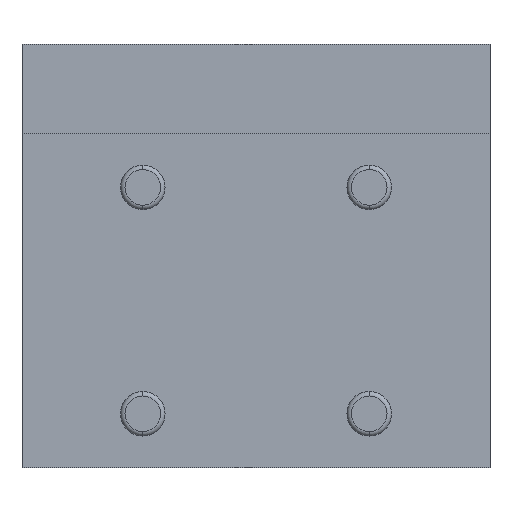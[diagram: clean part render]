
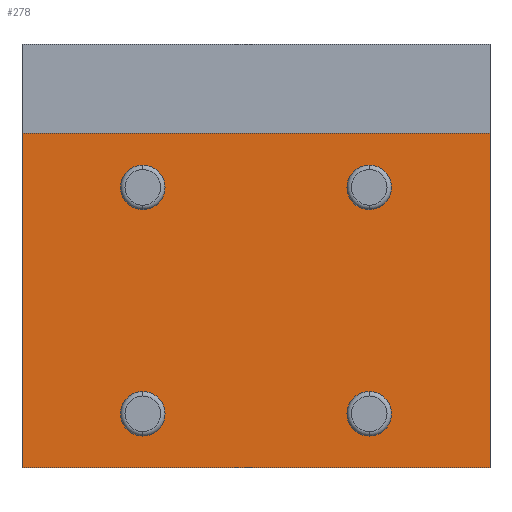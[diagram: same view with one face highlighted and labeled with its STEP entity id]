
A CAD part, front view. The second image highlights one B-rep face of the part: STEP entity #278.
In plain terms, the highlighted planar face has unit normal (0, -1, 0).
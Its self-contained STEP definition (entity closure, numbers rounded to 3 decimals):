
#15 = DIRECTION ( 'NONE',  ( 0., -1., 0. ) ) ;
#21 = CARTESIAN_POINT ( 'NONE',  ( 5.08, -15., -6.08 ) ) ;
#28 = EDGE_LOOP ( 'NONE', ( #972, #1339 ) ) ;
#35 = DIRECTION ( 'NONE',  ( 0., 0., 1. ) ) ;
#38 = PLANE ( 'NONE',  #1557 ) ;
#77 = CARTESIAN_POINT ( 'NONE',  ( 5.08, -15., -4.08 ) ) ;
#103 = ORIENTED_EDGE ( 'NONE', *, *, #1000, .F. ) ;
#109 = LINE ( 'NONE', #1448, #2177 ) ;
#116 = FACE_BOUND ( 'NONE', #2302, .T. ) ;
#143 = CARTESIAN_POINT ( 'NONE',  ( 5.08, -15., 6.08 ) ) ;
#148 = DIRECTION ( 'NONE',  ( 0., 0., 1. ) ) ;
#180 = LINE ( 'NONE', #261, #723 ) ;
#187 = VERTEX_POINT ( 'NONE', #407 ) ;
#215 = DIRECTION ( 'NONE',  ( 0., -1., 0. ) ) ;
#261 = CARTESIAN_POINT ( 'NONE',  ( 10.5, -15., 0. ) ) ;
#278 = ADVANCED_FACE ( 'NONE', ( #116, #796, #318, #739, #2153 ), #38, .F. ) ;
#318 = FACE_BOUND ( 'NONE', #1851, .T. ) ;
#341 = CARTESIAN_POINT ( 'NONE',  ( -5.08, -15., -5.08 ) ) ;
#343 = LINE ( 'NONE', #2141, #1635 ) ;
#358 = DIRECTION ( 'NONE',  ( 0., -1., 0. ) ) ;
#389 = DIRECTION ( 'NONE',  ( 0., -1., 0. ) ) ;
#402 = VERTEX_POINT ( 'NONE', #1554 ) ;
#407 = CARTESIAN_POINT ( 'NONE',  ( 10.5, -15., 7.5 ) ) ;
#409 = EDGE_LOOP ( 'NONE', ( #1312, #1806, #633, #2126 ) ) ;
#421 = CARTESIAN_POINT ( 'NONE',  ( -5.08, -15., -5.08 ) ) ;
#454 = DIRECTION ( 'NONE',  ( 0., -1., 0. ) ) ;
#493 = VECTOR ( 'NONE', #2341, 1000. ) ;
#517 = VERTEX_POINT ( 'NONE', #767 ) ;
#555 = LINE ( 'NONE', #1220, #493 ) ;
#570 = CARTESIAN_POINT ( 'NONE',  ( 5.08, -15., -5.08 ) ) ;
#590 = EDGE_CURVE ( 'NONE', #1632, #768, #1459, .T. ) ;
#591 = CIRCLE ( 'NONE', #1627, 1. ) ;
#592 = CARTESIAN_POINT ( 'NONE',  ( 10.5, -15., 0. ) ) ;
#633 = ORIENTED_EDGE ( 'NONE', *, *, #2004, .F. ) ;
#665 = EDGE_CURVE ( 'NONE', #2085, #402, #109, .T. ) ;
#708 = DIRECTION ( 'NONE',  ( 0., -1., 0. ) ) ;
#723 = VECTOR ( 'NONE', #1369, 1000. ) ;
#739 = FACE_BOUND ( 'NONE', #2156, .T. ) ;
#766 = VERTEX_POINT ( 'NONE', #1622 ) ;
#767 = CARTESIAN_POINT ( 'NONE',  ( -5.08, -15., -6.08 ) ) ;
#768 = VERTEX_POINT ( 'NONE', #1641 ) ;
#771 = AXIS2_PLACEMENT_3D ( 'NONE', #2201, #15, #1818 ) ;
#796 = FACE_BOUND ( 'NONE', #28, .T. ) ;
#813 = DIRECTION ( 'NONE',  ( 0., 0., 1. ) ) ;
#835 = DIRECTION ( 'NONE',  ( -1., 0., 0. ) ) ;
#878 = ORIENTED_EDGE ( 'NONE', *, *, #590, .F. ) ;
#880 = EDGE_CURVE ( 'NONE', #1602, #2210, #883, .T. ) ;
#883 = CIRCLE ( 'NONE', #1454, 1. ) ;
#894 = VERTEX_POINT ( 'NONE', #21 ) ;
#972 = ORIENTED_EDGE ( 'NONE', *, *, #2319, .F. ) ;
#977 = CIRCLE ( 'NONE', #1187, 1. ) ;
#1000 = EDGE_CURVE ( 'NONE', #1472, #517, #1483, .T. ) ;
#1070 = AXIS2_PLACEMENT_3D ( 'NONE', #421, #215, #1694 ) ;
#1115 = CARTESIAN_POINT ( 'NONE',  ( -5.08, -15., 5.08 ) ) ;
#1187 = AXIS2_PLACEMENT_3D ( 'NONE', #570, #389, #1836 ) ;
#1213 = EDGE_CURVE ( 'NONE', #766, #402, #343, .T. ) ;
#1220 = CARTESIAN_POINT ( 'NONE',  ( 10.5, -15., 7.5 ) ) ;
#1312 = ORIENTED_EDGE ( 'NONE', *, *, #665, .T. ) ;
#1319 = DIRECTION ( 'NONE',  ( 0., 0., 1. ) ) ;
#1331 = DIRECTION ( 'NONE',  ( 0., 0., 1. ) ) ;
#1339 = ORIENTED_EDGE ( 'NONE', *, *, #1388, .F. ) ;
#1369 = DIRECTION ( 'NONE',  ( 0., 0., -1. ) ) ;
#1388 = EDGE_CURVE ( 'NONE', #894, #1391, #591, .T. ) ;
#1391 = VERTEX_POINT ( 'NONE', #77 ) ;
#1445 = CARTESIAN_POINT ( 'NONE',  ( -5.08, -15., 4.08 ) ) ;
#1448 = CARTESIAN_POINT ( 'NONE',  ( -10.5, -15., 0. ) ) ;
#1449 = CARTESIAN_POINT ( 'NONE',  ( -5.08, -15., 6.08 ) ) ;
#1454 = AXIS2_PLACEMENT_3D ( 'NONE', #1115, #2238, #35 ) ;
#1459 = CIRCLE ( 'NONE', #2025, 1. ) ;
#1472 = VERTEX_POINT ( 'NONE', #2306 ) ;
#1483 = CIRCLE ( 'NONE', #1070, 1. ) ;
#1554 = CARTESIAN_POINT ( 'NONE',  ( -10.5, -15., -7.5 ) ) ;
#1557 = AXIS2_PLACEMENT_3D ( 'NONE', #592, #1877, #1331 ) ;
#1602 = VERTEX_POINT ( 'NONE', #1445 ) ;
#1622 = CARTESIAN_POINT ( 'NONE',  ( 10.5, -15., -7.5 ) ) ;
#1627 = AXIS2_PLACEMENT_3D ( 'NONE', #1698, #454, #813 ) ;
#1632 = VERTEX_POINT ( 'NONE', #143 ) ;
#1635 = VECTOR ( 'NONE', #835, 1000. ) ;
#1641 = CARTESIAN_POINT ( 'NONE',  ( 5.08, -15., 4.08 ) ) ;
#1653 = AXIS2_PLACEMENT_3D ( 'NONE', #341, #358, #148 ) ;
#1694 = DIRECTION ( 'NONE',  ( 0., 0., 1. ) ) ;
#1698 = CARTESIAN_POINT ( 'NONE',  ( 5.08, -15., -5.08 ) ) ;
#1717 = EDGE_CURVE ( 'NONE', #768, #1632, #2101, .T. ) ;
#1806 = ORIENTED_EDGE ( 'NONE', *, *, #1213, .F. ) ;
#1812 = DIRECTION ( 'NONE',  ( 0., 0., 1. ) ) ;
#1818 = DIRECTION ( 'NONE',  ( 0., 0., 1. ) ) ;
#1836 = DIRECTION ( 'NONE',  ( 0., 0., 1. ) ) ;
#1851 = EDGE_LOOP ( 'NONE', ( #878, #2118 ) ) ;
#1877 = DIRECTION ( 'NONE',  ( 0., 1., 0. ) ) ;
#1913 = CIRCLE ( 'NONE', #1653, 1. ) ;
#1940 = CIRCLE ( 'NONE', #771, 1. ) ;
#1978 = CARTESIAN_POINT ( 'NONE',  ( 5.08, -15., 5.08 ) ) ;
#2004 = EDGE_CURVE ( 'NONE', #187, #766, #180, .T. ) ;
#2025 = AXIS2_PLACEMENT_3D ( 'NONE', #2042, #2237, #1319 ) ;
#2042 = CARTESIAN_POINT ( 'NONE',  ( 5.08, -15., 5.08 ) ) ;
#2085 = VERTEX_POINT ( 'NONE', #2109 ) ;
#2101 = CIRCLE ( 'NONE', #2221, 1. ) ;
#2104 = EDGE_CURVE ( 'NONE', #187, #2085, #555, .T. ) ;
#2109 = CARTESIAN_POINT ( 'NONE',  ( -10.5, -15., 7.5 ) ) ;
#2118 = ORIENTED_EDGE ( 'NONE', *, *, #1717, .F. ) ;
#2121 = ORIENTED_EDGE ( 'NONE', *, *, #2317, .F. ) ;
#2126 = ORIENTED_EDGE ( 'NONE', *, *, #2104, .T. ) ;
#2141 = CARTESIAN_POINT ( 'NONE',  ( 10.5, -15., -7.5 ) ) ;
#2153 = FACE_OUTER_BOUND ( 'NONE', #409, .T. ) ;
#2156 = EDGE_LOOP ( 'NONE', ( #2121, #2181 ) ) ;
#2177 = VECTOR ( 'NONE', #2340, 1000. ) ;
#2181 = ORIENTED_EDGE ( 'NONE', *, *, #880, .F. ) ;
#2201 = CARTESIAN_POINT ( 'NONE',  ( -5.08, -15., 5.08 ) ) ;
#2210 = VERTEX_POINT ( 'NONE', #1449 ) ;
#2218 = EDGE_CURVE ( 'NONE', #517, #1472, #1913, .T. ) ;
#2221 = AXIS2_PLACEMENT_3D ( 'NONE', #1978, #708, #1812 ) ;
#2237 = DIRECTION ( 'NONE',  ( 0., -1., 0. ) ) ;
#2238 = DIRECTION ( 'NONE',  ( 0., -1., 0. ) ) ;
#2302 = EDGE_LOOP ( 'NONE', ( #103, #2373 ) ) ;
#2306 = CARTESIAN_POINT ( 'NONE',  ( -5.08, -15., -4.08 ) ) ;
#2317 = EDGE_CURVE ( 'NONE', #2210, #1602, #1940, .T. ) ;
#2319 = EDGE_CURVE ( 'NONE', #1391, #894, #977, .T. ) ;
#2340 = DIRECTION ( 'NONE',  ( 0., 0., -1. ) ) ;
#2341 = DIRECTION ( 'NONE',  ( -1., 0., 0. ) ) ;
#2373 = ORIENTED_EDGE ( 'NONE', *, *, #2218, .F. ) ;
